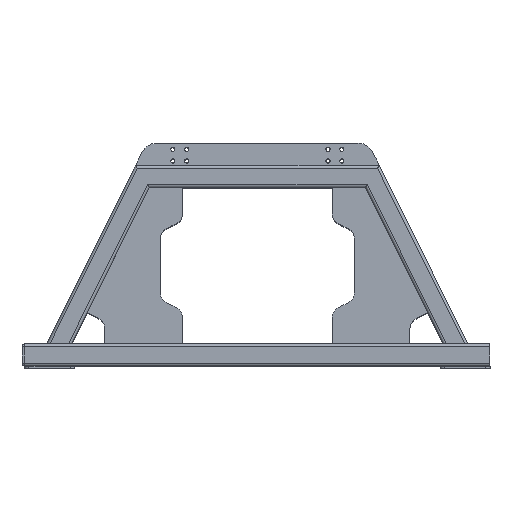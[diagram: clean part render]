
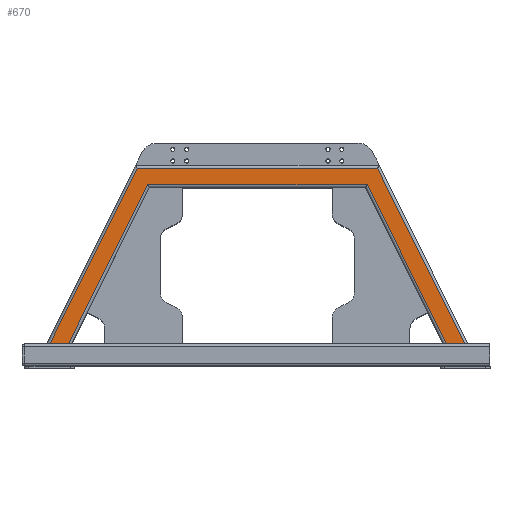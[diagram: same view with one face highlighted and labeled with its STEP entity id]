
A CAD part, top view. The second image highlights one B-rep face of the part: STEP entity #670.
In plain terms, the highlighted planar face has unit normal (0, 0, 1).
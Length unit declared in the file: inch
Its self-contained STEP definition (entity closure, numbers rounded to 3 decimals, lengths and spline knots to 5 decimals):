
#98 = ORIENTED_EDGE ( 'NONE', *, *, #5548, .T. ) ;
#116 = VECTOR ( 'NONE', #8212, 39.37008 ) ;
#154 = VERTEX_POINT ( 'NONE', #9486 ) ;
#224 = CARTESIAN_POINT ( 'NONE',  ( -4.72092, 5.625, 16.5 ) ) ;
#583 = DIRECTION ( 'NONE',  ( 1., 0., 0. ) ) ;
#653 = DIRECTION ( 'NONE',  ( 1., 0., 0. ) ) ;
#670 = ADVANCED_FACE ( 'NONE', ( #4049 ), #9738, .F. ) ;
#715 = DIRECTION ( 'NONE',  ( -0.444, 0.896, 0. ) ) ;
#758 = DIRECTION ( 'NONE',  ( 1., 0., 0. ) ) ;
#832 = ORIENTED_EDGE ( 'NONE', *, *, #2454, .T. ) ;
#895 = EDGE_CURVE ( 'NONE', #2662, #9628, #7042, .T. ) ;
#960 = LINE ( 'NONE', #6358, #1027 ) ;
#1027 = VECTOR ( 'NONE', #653, 39.37008 ) ;
#1039 = LINE ( 'NONE', #7525, #116 ) ;
#1294 = EDGE_CURVE ( 'NONE', #7388, #6826, #4108, .T. ) ;
#1517 = CARTESIAN_POINT ( 'NONE',  ( 0., 0., 16.5 ) ) ;
#1727 = CARTESIAN_POINT ( 'NONE',  ( 24.77605, 21.63889, 16.5 ) ) ;
#1984 = CARTESIAN_POINT ( 'NONE',  ( 32.72092, 5.625, 16.5 ) ) ;
#2003 = EDGE_LOOP ( 'NONE', ( #98, #9541, #3435, #6341, #8330, #832, #10417, #7435 ) ) ;
#2048 = VECTOR ( 'NONE', #10091, 39.37008 ) ;
#2078 = VERTEX_POINT ( 'NONE', #6523 ) ;
#2454 = EDGE_CURVE ( 'NONE', #5738, #3141, #7205, .T. ) ;
#2662 = VERTEX_POINT ( 'NONE', #7927 ) ;
#2999 = CARTESIAN_POINT ( 'NONE',  ( 30.99134, 5.73611, 16.5 ) ) ;
#3141 = VERTEX_POINT ( 'NONE', #224 ) ;
#3166 = CARTESIAN_POINT ( 'NONE',  ( -4.77605, 5.51389, 16.5 ) ) ;
#3269 = DIRECTION ( 'NONE',  ( -1., 0., 0. ) ) ;
#3435 = ORIENTED_EDGE ( 'NONE', *, *, #7972, .T. ) ;
#3519 = LINE ( 'NONE', #8550, #2048 ) ;
#4049 = FACE_OUTER_BOUND ( 'NONE', #2003, .T. ) ;
#4108 = LINE ( 'NONE', #1727, #5331 ) ;
#4514 = VECTOR ( 'NONE', #758, 39.37008 ) ;
#4614 = CARTESIAN_POINT ( 'NONE',  ( -2.76739, 5.625, 16.5 ) ) ;
#4757 = CARTESIAN_POINT ( 'NONE',  ( 24.84495, 21.5, 16.5 ) ) ;
#4801 = LINE ( 'NONE', #8045, #4514 ) ;
#5331 = VECTOR ( 'NONE', #715, 39.37008 ) ;
#5365 = LINE ( 'NONE', #4614, #10286 ) ;
#5548 = EDGE_CURVE ( 'NONE', #154, #2662, #960, .T. ) ;
#5550 = DIRECTION ( 'NONE',  ( 0., 0., -1. ) ) ;
#5738 = VERTEX_POINT ( 'NONE', #6173 ) ;
#6172 = VECTOR ( 'NONE', #9461, 39.37008 ) ;
#6173 = CARTESIAN_POINT ( 'NONE',  ( 3.15505, 21.5, 16.5 ) ) ;
#6341 = ORIENTED_EDGE ( 'NONE', *, *, #1294, .T. ) ;
#6358 = CARTESIAN_POINT ( 'NONE',  ( 23.75964, 20., 16.5 ) ) ;
#6405 = DIRECTION ( 'NONE',  ( -0.444, -0.896, 0. ) ) ;
#6422 = EDGE_CURVE ( 'NONE', #3141, #2078, #5365, .T. ) ;
#6523 = CARTESIAN_POINT ( 'NONE',  ( -3.04646, 5.625, 16.5 ) ) ;
#6826 = VERTEX_POINT ( 'NONE', #4757 ) ;
#6967 = EDGE_CURVE ( 'NONE', #2078, #154, #1039, .T. ) ;
#7042 = LINE ( 'NONE', #2999, #6172 ) ;
#7163 = VECTOR ( 'NONE', #6405, 39.37008 ) ;
#7205 = LINE ( 'NONE', #3166, #7163 ) ;
#7388 = VERTEX_POINT ( 'NONE', #1984 ) ;
#7435 = ORIENTED_EDGE ( 'NONE', *, *, #6967, .T. ) ;
#7525 = CARTESIAN_POINT ( 'NONE',  ( 4.01641, 19.86111, 16.5 ) ) ;
#7927 = CARTESIAN_POINT ( 'NONE',  ( 23.91468, 20., 16.5 ) ) ;
#7972 = EDGE_CURVE ( 'NONE', #9628, #7388, #4801, .T. ) ;
#8045 = CARTESIAN_POINT ( 'NONE',  ( 33., 5.625, 16.5 ) ) ;
#8212 = DIRECTION ( 'NONE',  ( 0.444, 0.896, 0. ) ) ;
#8302 = EDGE_CURVE ( 'NONE', #6826, #5738, #3519, .T. ) ;
#8330 = ORIENTED_EDGE ( 'NONE', *, *, #8302, .T. ) ;
#8550 = CARTESIAN_POINT ( 'NONE',  ( 3., 21.5, 16.5 ) ) ;
#8702 = CARTESIAN_POINT ( 'NONE',  ( 31.04646, 5.625, 16.5 ) ) ;
#9033 = AXIS2_PLACEMENT_3D ( 'NONE', #1517, #5550, #3269 ) ;
#9461 = DIRECTION ( 'NONE',  ( 0.444, -0.896, 0. ) ) ;
#9486 = CARTESIAN_POINT ( 'NONE',  ( 4.08532, 20., 16.5 ) ) ;
#9541 = ORIENTED_EDGE ( 'NONE', *, *, #895, .T. ) ;
#9628 = VERTEX_POINT ( 'NONE', #8702 ) ;
#9738 = PLANE ( 'NONE',  #9033 ) ;
#10091 = DIRECTION ( 'NONE',  ( -1., 0., 0. ) ) ;
#10286 = VECTOR ( 'NONE', #583, 39.37008 ) ;
#10417 = ORIENTED_EDGE ( 'NONE', *, *, #6422, .T. ) ;
